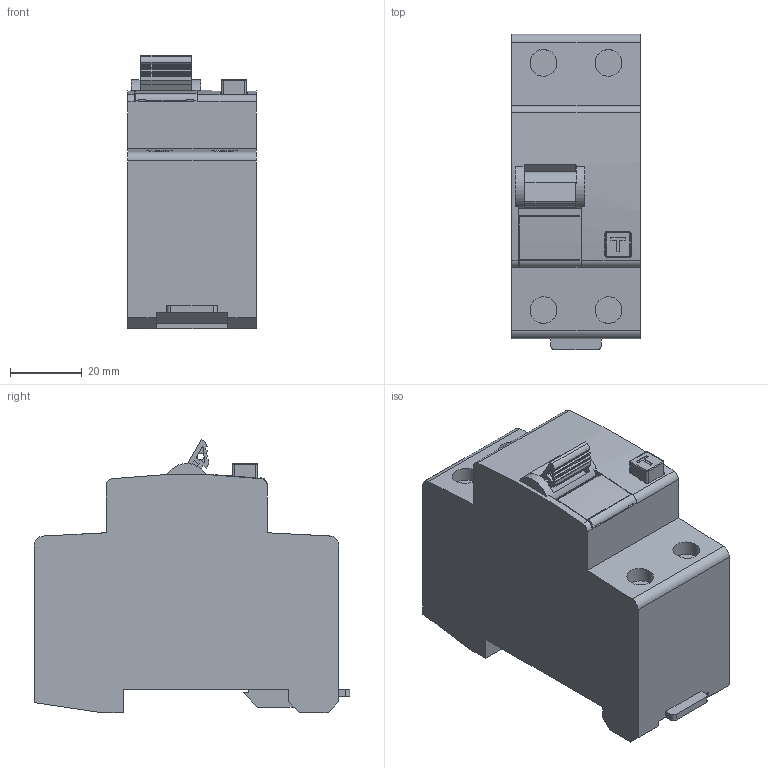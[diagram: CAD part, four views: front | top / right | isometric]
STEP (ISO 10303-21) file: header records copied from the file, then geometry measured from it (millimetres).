
FILE_DESCRIPTION(/* description */ (''),/* implementation_level */ '2;1');
FILE_NAME(/* name */ 'RP2_step.stp',/* time_stamp */ '2012-02-21T11:13:26+01:00',/* author */ (''),/* organization */ (''),/* preprocessor_version */ 'ST-DEVELOPER v11',/* originating_system */ 'SIEMENS PLM Software NX 7.5',/* authorisation */ '');
FILE_SCHEMA (('AUTOMOTIVE_DESIGN { 1 0 10303 214 1 1 1 1 }'));
Length unit declared in the file: millimetre
Products named in the file (1): Sass98BEqd3x
Bounding box: 36 x 88 x 76.24 mm (x, y, z)
Volume: 166881.9 mm3; surface area: 22433.6 mm2
Topology: 1 solids, 1 shells, 173 faces, 474 edges, 310 vertices
Faces by surface type: plane 118, cylinder 51, torus 4
Full cylindrical faces by diameter (mm): 1.917 x1, 7.5 x4
Entity records: 5512 total; most frequent: CARTESIAN_POINT 1006, DIRECTION 947, ORIENTED_EDGE 930, EDGE_CURVE 465, LINE 325, VECTOR 325, AXIS2_PLACEMENT_3D 311, VERTEX_POINT 306
